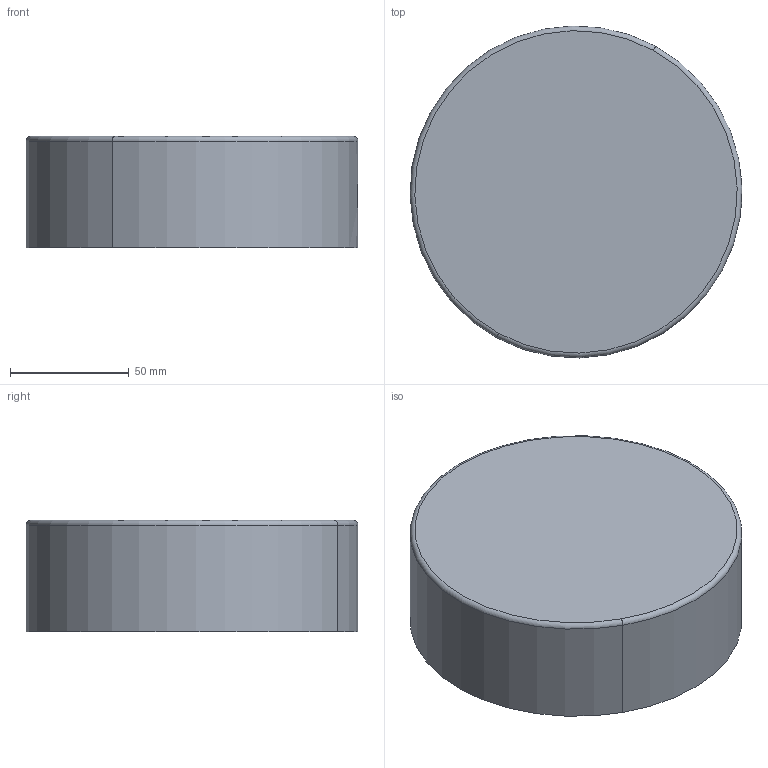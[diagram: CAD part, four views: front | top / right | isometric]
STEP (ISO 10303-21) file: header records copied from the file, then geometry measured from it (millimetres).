
FILE_DESCRIPTION(('CATIA V5 STEP Exchange'),'2;1');
FILE_NAME('head2.stp','2022-05-04T06:41:36+00:00',('none'),('none'),'CATIA Version 5 Release 21 GA (IN-10)','CATIA V5 STEP AP203','none');
FILE_SCHEMA(('CONFIG_CONTROL_DESIGN'));
Length unit declared in the file: millimetre
Products named in the file (1): head2
Bounding box: 139.96 x 139.96 x 47 mm (x, y, z)
Volume: 218259.5 mm3; surface area: 73339.7 mm2
Topology: 1 solids, 1 shells, 35 faces, 88 edges, 58 vertices
Faces by surface type: plane 17, cylinder 16, torus 2
Entity records: 1047 total; most frequent: CARTESIAN_POINT 177, ORIENTED_EDGE 176, DIRECTION 148, EDGE_CURVE 88, AXIS2_PLACEMENT_3D 71, VERTEX_POINT 58, VECTOR 48, LINE 48
